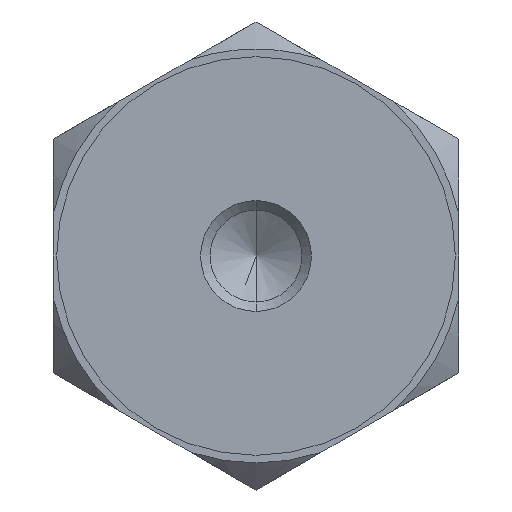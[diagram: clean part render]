
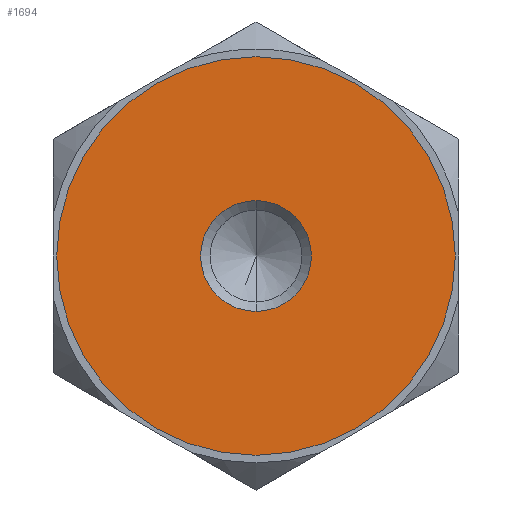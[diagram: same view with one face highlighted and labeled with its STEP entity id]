
A CAD part, front view. The second image highlights one B-rep face of the part: STEP entity #1694.
In plain terms, the highlighted planar face has unit normal (0, -1, 0).
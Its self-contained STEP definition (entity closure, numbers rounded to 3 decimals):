
#759=CARTESIAN_POINT('',(0.,-62.,0.));
#760=DIRECTION('',(0.,-1.,0.));
#761=DIRECTION('',(0.,0.,1.));
#762=AXIS2_PLACEMENT_3D('',#759,#760,#761);
#767=CARTESIAN_POINT('',(0.,-62.,0.));
#768=DIRECTION('',(0.,-1.,0.));
#769=DIRECTION('',(0.,0.,-1.));
#770=AXIS2_PLACEMENT_3D('',#767,#768,#769);
#775=CARTESIAN_POINT('',(0.,-62.,0.));
#776=DIRECTION('',(0.,1.,0.));
#777=DIRECTION('',(0.,0.,-1.));
#778=AXIS2_PLACEMENT_3D('',#775,#776,#777);
#783=CARTESIAN_POINT('',(0.,-62.,0.));
#784=DIRECTION('',(0.,1.,0.));
#785=DIRECTION('',(0.,0.,1.));
#786=AXIS2_PLACEMENT_3D('',#783,#784,#785);
#1066=CARTESIAN_POINT('',(0.,-62.,-4.1));
#1067=VERTEX_POINT('',#1066);
#1068=CARTESIAN_POINT('',(0.,-62.,4.1));
#1069=VERTEX_POINT('',#1068);
#1082=CARTESIAN_POINT('',(0.,-62.,-14.75));
#1084=VERTEX_POINT('',#1082);
#1086=CARTESIAN_POINT('',(0.,-62.,14.75));
#1088=VERTEX_POINT('',#1086);
#1679=CARTESIAN_POINT('',(17.5,-62.,0.));
#1680=DIRECTION('',(0.,-1.,0.));
#1681=DIRECTION('',(0.,0.,-1.));
#1682=AXIS2_PLACEMENT_3D('',#1679,#1680,#1681);
#1683=PLANE('',#1682);
#1684=ORIENTED_EDGE('',*,*,#1673,.F.);
#1685=ORIENTED_EDGE('',*,*,#1659,.F.);
#1686=EDGE_LOOP('',(#1684,#1685));
#1687=FACE_OUTER_BOUND('',#1686,.F.);
#1689=ORIENTED_EDGE('',*,*,#1688,.F.);
#1691=ORIENTED_EDGE('',*,*,#1690,.F.);
#1692=EDGE_LOOP('',(#1689,#1691));
#1693=FACE_BOUND('',#1692,.F.);
#1694=ADVANCED_FACE('',(#1687,#1693),#1683,.T.);
#763=CIRCLE('',#762,14.75);
#771=CIRCLE('',#770,14.75);
#779=CIRCLE('',#778,4.1);
#787=CIRCLE('',#786,4.1);
#1659=EDGE_CURVE('',#1084,#1088,#771,.T.);
#1673=EDGE_CURVE('',#1088,#1084,#763,.T.);
#1688=EDGE_CURVE('',#1067,#1069,#779,.T.);
#1690=EDGE_CURVE('',#1069,#1067,#787,.T.);
